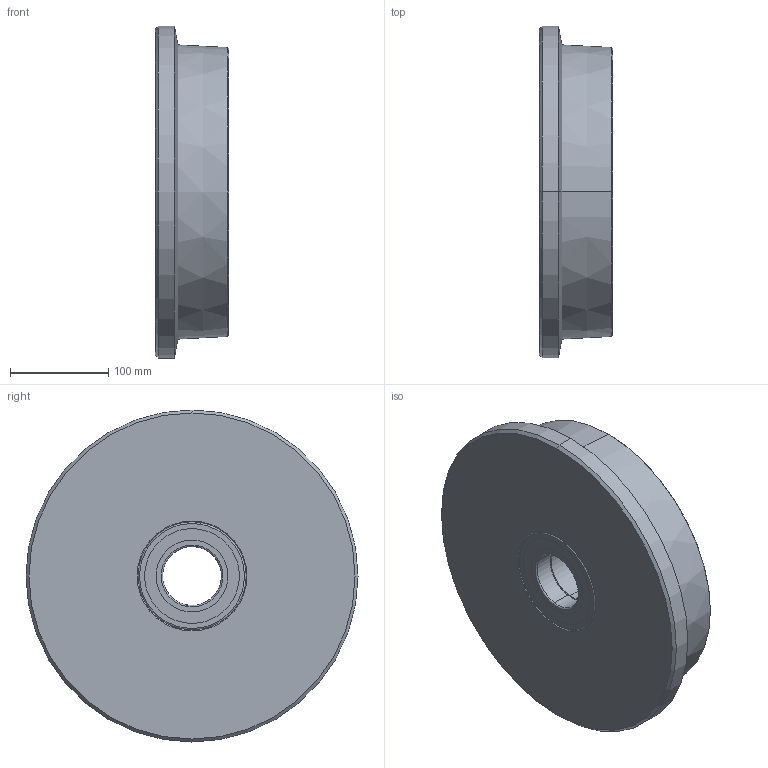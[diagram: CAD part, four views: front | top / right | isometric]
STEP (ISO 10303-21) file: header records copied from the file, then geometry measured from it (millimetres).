
FILE_DESCRIPTION (( 'STEP AP214' ), '1' );
FILE_NAME ('0023955.step', '2022-06-30T11:11:03', ( '' ), ( '' ), 'SwSTEP 2.0', 'SolidWorks 2020', '' );
FILE_SCHEMA (( 'AUTOMOTIVE_DESIGN' ));
Length unit declared in the file: millimetre
Products named in the file (1): 0023955
Bounding box: 75.1 x 338.5 x 338.5 mm (x, y, z)
Volume: 5280520.5 mm3; surface area: 386876.9 mm2
Topology: 12 solids, 12 shells, 146 faces, 292 edges, 176 vertices
Faces by surface type: cylinder 68, torus 36, plane 30, cone 12
Entity records: 5627 total; most frequent: DIRECTION 798, CARTESIAN_POINT 615, ORIENTED_EDGE 584, AXIS2_PLACEMENT_3D 359, EDGE_CURVE 292, CIRCLE 212, EDGE_LOOP 176, VERTEX_POINT 176
